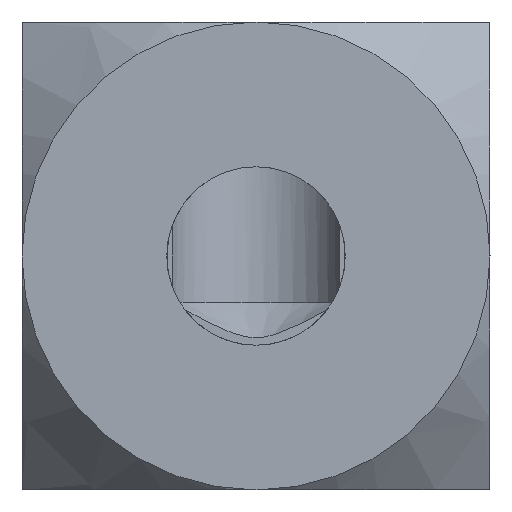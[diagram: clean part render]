
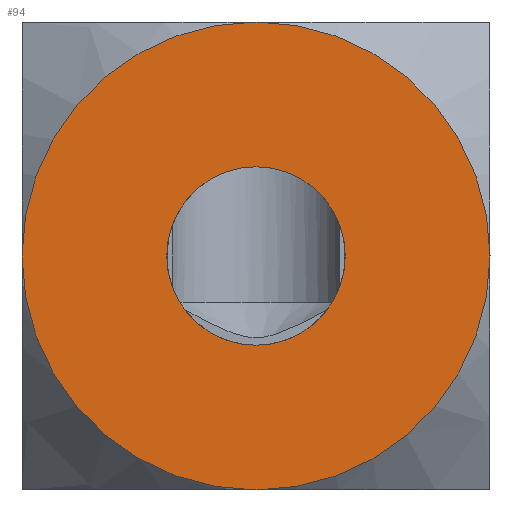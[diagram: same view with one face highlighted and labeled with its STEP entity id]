
A CAD part, front view. The second image highlights one B-rep face of the part: STEP entity #94.
In plain terms, the highlighted planar face has unit normal (0, -1, 0).
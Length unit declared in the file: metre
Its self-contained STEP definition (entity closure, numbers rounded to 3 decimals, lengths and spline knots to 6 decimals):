
#94 = ADVANCED_FACE( '', ( #193, #194 ), #195, .F. );
#193 = FACE_BOUND( '', #296, .T. );
#194 = FACE_OUTER_BOUND( '', #297, .T. );
#195 = PLANE( '', #298 );
#296 = EDGE_LOOP( '', ( #473 ) );
#297 = EDGE_LOOP( '', ( #474, #475, #476, #477 ) );
#298 = AXIS2_PLACEMENT_3D( '', #478, #479, #480 );
#473 = ORIENTED_EDGE( '', *, *, #553, .T. );
#474 = ORIENTED_EDGE( '', *, *, #574, .F. );
#475 = ORIENTED_EDGE( '', *, *, #609, .T. );
#476 = ORIENTED_EDGE( '', *, *, #606, .F. );
#477 = ORIENTED_EDGE( '', *, *, #610, .F. );
#478 = CARTESIAN_POINT( '', ( -0.015, 0., 0.015 ) );
#479 = DIRECTION( '', ( 0., 1., 0. ) );
#480 = DIRECTION( '', ( 0., 0., 1. ) );
#553 = EDGE_CURVE( '', #639, #639, #640, .T. );
#574 = EDGE_CURVE( '', #667, #675, #676, .T. );
#606 = EDGE_CURVE( '', #684, #716, #718, .T. );
#609 = EDGE_CURVE( '', #667, #716, #721, .T. );
#610 = EDGE_CURVE( '', #675, #684, #722, .T. );
#639 = VERTEX_POINT( '', #792 );
#640 = CIRCLE( '', #793, 0.005723 );
#667 = VERTEX_POINT( '', #867 );
#675 = VERTEX_POINT( '', #913 );
#676 = CIRCLE( '', #914, 0.015 );
#684 = VERTEX_POINT( '', #949 );
#716 = VERTEX_POINT( '', #1071 );
#718 = CIRCLE( '', #1084, 0.015 );
#721 = CIRCLE( '', #1087, 0.015 );
#722 = CIRCLE( '', #1088, 0.015 );
#792 = CARTESIAN_POINT( '', ( 0., 0., -0.005723 ) );
#793 = AXIS2_PLACEMENT_3D( '', #1151, #1152, #1153 );
#867 = CARTESIAN_POINT( '', ( 0., 0., 0.015 ) );
#913 = CARTESIAN_POINT( '', ( 0.015, 0., 0. ) );
#914 = AXIS2_PLACEMENT_3D( '', #1178, #1179, #1180 );
#949 = CARTESIAN_POINT( '', ( 0., 0., -0.015 ) );
#1071 = CARTESIAN_POINT( '', ( -0.015, 0., 0. ) );
#1084 = AXIS2_PLACEMENT_3D( '', #1210, #1211, #1212 );
#1087 = AXIS2_PLACEMENT_3D( '', #1213, #1214, #1215 );
#1088 = AXIS2_PLACEMENT_3D( '', #1216, #1217, #1218 );
#1151 = CARTESIAN_POINT( '', ( 0., 0., 0. ) );
#1152 = DIRECTION( '', ( 0., 1., 0. ) );
#1153 = DIRECTION( '', ( 0., 0., -1. ) );
#1178 = CARTESIAN_POINT( '', ( 0., 0., 0. ) );
#1179 = DIRECTION( '', ( 0., 1., 0. ) );
#1180 = DIRECTION( '', ( 0., 0., 1. ) );
#1210 = CARTESIAN_POINT( '', ( 0., 0., 0. ) );
#1211 = DIRECTION( '', ( 0., 1., 0. ) );
#1212 = DIRECTION( '', ( 0., 0., 1. ) );
#1213 = CARTESIAN_POINT( '', ( 0., 0., 0. ) );
#1214 = DIRECTION( '', ( 0., -1., 0. ) );
#1215 = DIRECTION( '', ( 0., 0., -1. ) );
#1216 = CARTESIAN_POINT( '', ( 0., 0., 0. ) );
#1217 = DIRECTION( '', ( 0., 1., 0. ) );
#1218 = DIRECTION( '', ( 0., 0., 1. ) );
